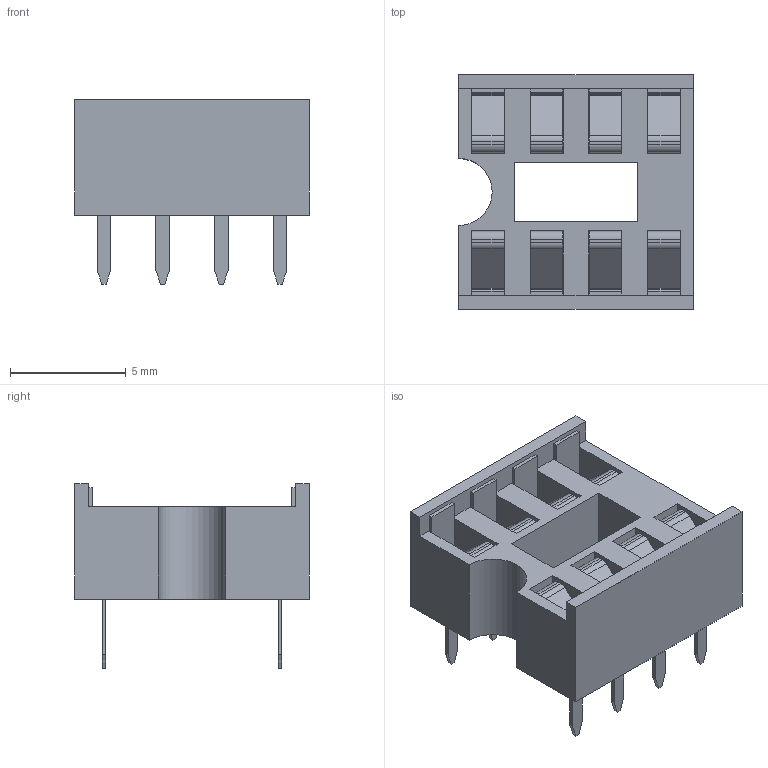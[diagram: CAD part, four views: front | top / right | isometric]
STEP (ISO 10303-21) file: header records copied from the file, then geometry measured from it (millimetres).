
FILE_DESCRIPTION (( 'STEP AP214' ), '1' );
FILE_NAME ('User Library-8pin 0.3inch 2.54mm IC DIP Socket.STEP', '2019-06-14T07:24:33', ( '' ), ( '' ), 'SwSTEP 2.0', 'SolidWorks 2019', '' );
FILE_SCHEMA (( 'AUTOMOTIVE_DESIGN' ));
Length unit declared in the file: millimetre
Products named in the file (1): User Library-8pin 0.3inch 2.54mm IC DIP Socket
Bounding box: 10.16 x 10.16 x 8 mm (x, y, z)
Volume: 265.4 mm3; surface area: 1051.2 mm2
Topology: 9 solids, 9 shells, 352 faces, 986 edges, 652 vertices
Faces by surface type: plane 271, cylinder 81
Entity records: 11366 total; most frequent: CARTESIAN_POINT 1991, ORIENTED_EDGE 1972, DIRECTION 1854, EDGE_CURVE 986, LINE 824, VECTOR 824, VERTEX_POINT 652, AXIS2_PLACEMENT_3D 515
